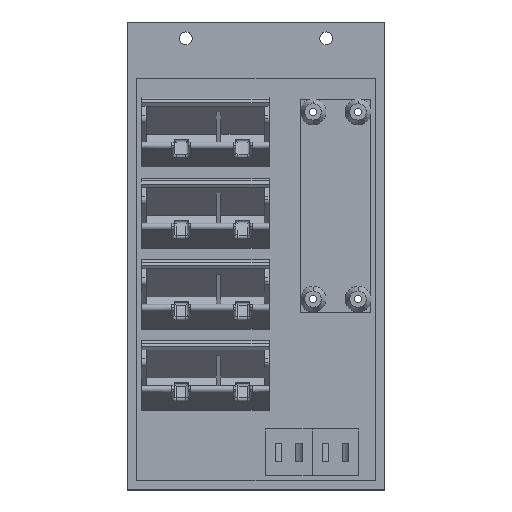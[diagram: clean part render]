
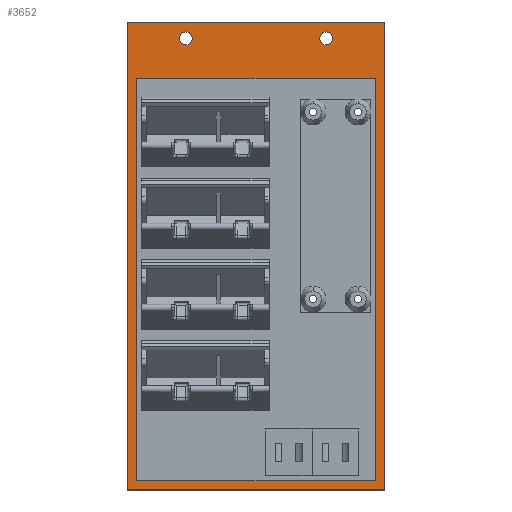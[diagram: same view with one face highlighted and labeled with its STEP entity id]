
A CAD part, top view. The second image highlights one B-rep face of the part: STEP entity #3652.
In plain terms, the highlighted planar face has unit normal (0, 0, 1).
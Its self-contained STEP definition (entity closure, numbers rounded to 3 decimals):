
#84 = VECTOR ( 'NONE', #4005, 1000. ) ;
#86 = DIRECTION ( 'NONE',  ( 1., 0., 0. ) ) ;
#108 = EDGE_CURVE ( 'NONE', #2483, #2405, #2560, .T. ) ;
#170 = LINE ( 'NONE', #1863, #4093 ) ;
#177 = CIRCLE ( 'NONE', #2220, 2.75 ) ;
#237 = LINE ( 'NONE', #4719, #4233 ) ;
#239 = VERTEX_POINT ( 'NONE', #684 ) ;
#344 = EDGE_LOOP ( 'NONE', ( #2463, #1000 ) ) ;
#358 = CARTESIAN_POINT ( 'NONE',  ( 336.728, 492., 5. ) ) ;
#367 = DIRECTION ( 'NONE',  ( 0., -1., 0. ) ) ;
#431 = DIRECTION ( 'NONE',  ( 0., 0., 1. ) ) ;
#432 = VERTEX_POINT ( 'NONE', #358 ) ;
#474 = CARTESIAN_POINT ( 'NONE',  ( 438.728, 492., 5. ) ) ;
#489 = CARTESIAN_POINT ( 'NONE',  ( 357.728, 509., 5. ) ) ;
#508 = AXIS2_PLACEMENT_3D ( 'NONE', #3487, #3035, #86 ) ;
#563 = VERTEX_POINT ( 'NONE', #5177 ) ;
#601 = CIRCLE ( 'NONE', #1852, 2.75 ) ;
#680 = ORIENTED_EDGE ( 'NONE', *, *, #3421, .T. ) ;
#684 = CARTESIAN_POINT ( 'NONE',  ( 414.978, 509., 5. ) ) ;
#719 = CARTESIAN_POINT ( 'NONE',  ( 438.728, 0., 5. ) ) ;
#745 = LINE ( 'NONE', #719, #1321 ) ;
#774 = DIRECTION ( 'NONE',  ( 0., -1., 0. ) ) ;
#777 = VERTEX_POINT ( 'NONE', #3239 ) ;
#873 = CARTESIAN_POINT ( 'NONE',  ( 417.728, 509., 5. ) ) ;
#881 = VECTOR ( 'NONE', #4125, 1000. ) ;
#971 = PLANE ( 'NONE',  #508 ) ;
#996 = FACE_OUTER_BOUND ( 'NONE', #3288, .T. ) ;
#1000 = ORIENTED_EDGE ( 'NONE', *, *, #5078, .F. ) ;
#1104 = LINE ( 'NONE', #2809, #1631 ) ;
#1167 = LINE ( 'NONE', #4601, #4268 ) ;
#1257 = VERTEX_POINT ( 'NONE', #474 ) ;
#1289 = VECTOR ( 'NONE', #4465, 1000. ) ;
#1321 = VECTOR ( 'NONE', #774, 1000. ) ;
#1544 = EDGE_CURVE ( 'NONE', #5487, #2483, #1167, .T. ) ;
#1631 = VECTOR ( 'NONE', #4507, 1000. ) ;
#1772 = CARTESIAN_POINT ( 'NONE',  ( 0., 316., 5. ) ) ;
#1852 = AXIS2_PLACEMENT_3D ( 'NONE', #489, #2161, #3023 ) ;
#1863 = CARTESIAN_POINT ( 'NONE',  ( 442.728, 0., 5. ) ) ;
#1949 = EDGE_CURVE ( 'NONE', #3328, #3716, #1104, .T. ) ;
#1992 = CARTESIAN_POINT ( 'NONE',  ( 417.728, 509., 5. ) ) ;
#2161 = DIRECTION ( 'NONE',  ( 0., 0., 1. ) ) ;
#2220 = AXIS2_PLACEMENT_3D ( 'NONE', #873, #3887, #5170 ) ;
#2257 = ORIENTED_EDGE ( 'NONE', *, *, #4653, .F. ) ;
#2282 = FACE_BOUND ( 'NONE', #3315, .T. ) ;
#2405 = VERTEX_POINT ( 'NONE', #2938 ) ;
#2411 = DIRECTION ( 'NONE',  ( 1., 0., 0. ) ) ;
#2463 = ORIENTED_EDGE ( 'NONE', *, *, #4968, .F. ) ;
#2483 = VERTEX_POINT ( 'NONE', #4943 ) ;
#2520 = DIRECTION ( 'NONE',  ( 1., 0., 0. ) ) ;
#2560 = LINE ( 'NONE', #1772, #84 ) ;
#2638 = CARTESIAN_POINT ( 'NONE',  ( 354.978, 509., 5. ) ) ;
#2641 = FACE_BOUND ( 'NONE', #4118, .T. ) ;
#2809 = CARTESIAN_POINT ( 'NONE',  ( 0., 320., 5. ) ) ;
#2819 = LINE ( 'NONE', #4851, #1289 ) ;
#2938 = CARTESIAN_POINT ( 'NONE',  ( 442.728, 316., 5. ) ) ;
#3023 = DIRECTION ( 'NONE',  ( 1., 0., 0. ) ) ;
#3035 = DIRECTION ( 'NONE',  ( 0., 0., 1. ) ) ;
#3142 = DIRECTION ( 'NONE',  ( 0., -1., 0. ) ) ;
#3147 = AXIS2_PLACEMENT_3D ( 'NONE', #4204, #431, #2520 ) ;
#3165 = ORIENTED_EDGE ( 'NONE', *, *, #3228, .F. ) ;
#3173 = EDGE_CURVE ( 'NONE', #5487, #3460, #237, .T. ) ;
#3228 = EDGE_CURVE ( 'NONE', #563, #3854, #5030, .T. ) ;
#3239 = CARTESIAN_POINT ( 'NONE',  ( 420.478, 509., 5. ) ) ;
#3288 = EDGE_LOOP ( 'NONE', ( #3324, #4548, #3647, #4043 ) ) ;
#3315 = EDGE_LOOP ( 'NONE', ( #3355, #680, #4757, #3502 ) ) ;
#3324 = ORIENTED_EDGE ( 'NONE', *, *, #3773, .F. ) ;
#3328 = VERTEX_POINT ( 'NONE', #4827 ) ;
#3355 = ORIENTED_EDGE ( 'NONE', *, *, #4516, .F. ) ;
#3421 = EDGE_CURVE ( 'NONE', #432, #1257, #2819, .T. ) ;
#3460 = VERTEX_POINT ( 'NONE', #5403 ) ;
#3487 = CARTESIAN_POINT ( 'NONE',  ( 0., 0., 5. ) ) ;
#3502 = ORIENTED_EDGE ( 'NONE', *, *, #1949, .F. ) ;
#3564 = CIRCLE ( 'NONE', #3918, 2.75 ) ;
#3647 = ORIENTED_EDGE ( 'NONE', *, *, #1544, .T. ) ;
#3652 = ADVANCED_FACE ( 'NONE', ( #2282, #996, #4295, #2641 ), #971, .T. ) ;
#3716 = VERTEX_POINT ( 'NONE', #3934 ) ;
#3773 = EDGE_CURVE ( 'NONE', #3460, #2405, #170, .T. ) ;
#3786 = DIRECTION ( 'NONE',  ( 0., 0., 1. ) ) ;
#3854 = VERTEX_POINT ( 'NONE', #2638 ) ;
#3887 = DIRECTION ( 'NONE',  ( 0., 0., 1. ) ) ;
#3918 = AXIS2_PLACEMENT_3D ( 'NONE', #1992, #3786, #2411 ) ;
#3934 = CARTESIAN_POINT ( 'NONE',  ( 438.728, 320., 5. ) ) ;
#4005 = DIRECTION ( 'NONE',  ( 1., 0., 0. ) ) ;
#4043 = ORIENTED_EDGE ( 'NONE', *, *, #108, .T. ) ;
#4093 = VECTOR ( 'NONE', #3142, 1000. ) ;
#4118 = EDGE_LOOP ( 'NONE', ( #2257, #3165 ) ) ;
#4125 = DIRECTION ( 'NONE',  ( 0., -1., 0. ) ) ;
#4204 = CARTESIAN_POINT ( 'NONE',  ( 357.728, 509., 5. ) ) ;
#4208 = CARTESIAN_POINT ( 'NONE',  ( 336.728, 0., 5. ) ) ;
#4233 = VECTOR ( 'NONE', #4692, 1000. ) ;
#4268 = VECTOR ( 'NONE', #367, 1000. ) ;
#4295 = FACE_BOUND ( 'NONE', #344, .T. ) ;
#4465 = DIRECTION ( 'NONE',  ( 1., 0., 0. ) ) ;
#4507 = DIRECTION ( 'NONE',  ( 1., 0., 0. ) ) ;
#4516 = EDGE_CURVE ( 'NONE', #432, #3328, #4569, .T. ) ;
#4548 = ORIENTED_EDGE ( 'NONE', *, *, #3173, .F. ) ;
#4569 = LINE ( 'NONE', #4208, #881 ) ;
#4601 = CARTESIAN_POINT ( 'NONE',  ( 332.728, 0., 5. ) ) ;
#4607 = EDGE_CURVE ( 'NONE', #1257, #3716, #745, .T. ) ;
#4633 = CARTESIAN_POINT ( 'NONE',  ( 332.728, 516., 5. ) ) ;
#4653 = EDGE_CURVE ( 'NONE', #3854, #563, #601, .T. ) ;
#4692 = DIRECTION ( 'NONE',  ( 1., 0., 0. ) ) ;
#4719 = CARTESIAN_POINT ( 'NONE',  ( 0., 516., 5. ) ) ;
#4757 = ORIENTED_EDGE ( 'NONE', *, *, #4607, .T. ) ;
#4827 = CARTESIAN_POINT ( 'NONE',  ( 336.728, 320., 5. ) ) ;
#4851 = CARTESIAN_POINT ( 'NONE',  ( 0., 492., 5. ) ) ;
#4943 = CARTESIAN_POINT ( 'NONE',  ( 332.728, 316., 5. ) ) ;
#4968 = EDGE_CURVE ( 'NONE', #239, #777, #3564, .T. ) ;
#5030 = CIRCLE ( 'NONE', #3147, 2.75 ) ;
#5078 = EDGE_CURVE ( 'NONE', #777, #239, #177, .T. ) ;
#5170 = DIRECTION ( 'NONE',  ( 1., 0., 0. ) ) ;
#5177 = CARTESIAN_POINT ( 'NONE',  ( 360.478, 509., 5. ) ) ;
#5403 = CARTESIAN_POINT ( 'NONE',  ( 442.728, 516., 5. ) ) ;
#5487 = VERTEX_POINT ( 'NONE', #4633 ) ;
